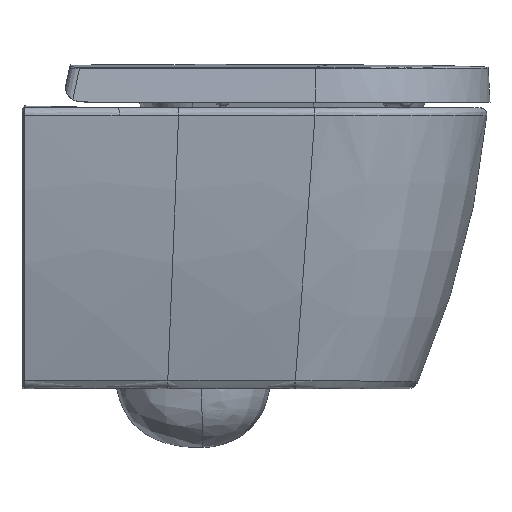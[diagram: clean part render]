
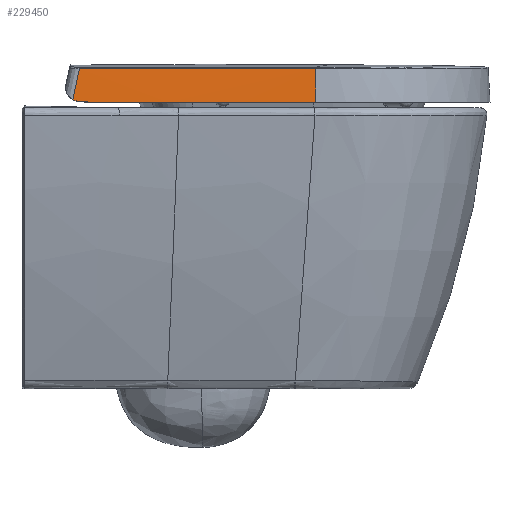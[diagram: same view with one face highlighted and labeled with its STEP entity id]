
A CAD part, front view. The second image highlights one B-rep face of the part: STEP entity #229450.
In plain terms, the highlighted conical face has half-angle 3 degrees and reference radius 30003.2 mm.
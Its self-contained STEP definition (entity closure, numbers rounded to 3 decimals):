
#224004=CARTESIAN_POINT('',(-181.532,40.565,243.097));
#224005=VERTEX_POINT('',#224004);
#224013=CARTESIAN_POINT('',(-183.37,5.5,243.13));
#224014=VERTEX_POINT('',#224013);
#224015=CARTESIAN_POINT('',(-181.532,40.565,243.097));
#224016=DIRECTION('',(-0.052,-0.999,0.001));
#224017=VECTOR('',#224016,35.113);
#224018=LINE('',#224015,#224017);
#224019=EDGE_CURVE('',#224005,#224014,#224018,.T.);
#229395=CARTESIAN_POINT('',(29814.883,5.5,-301.714));
#229396=DIRECTION('',(0.0,-1.0,0.0));
#229397=DIRECTION('',(0.0,0.0,1.0));
#229398=AXIS2_PLACEMENT_3D('',#229395,#229396,#229397);
#229399=CONICAL_SURFACE('',#229398,30003.2,3.);
#229400=ORIENTED_EDGE('',*,*,#224019,.F.);
#229401=CARTESIAN_POINT('',(-184.968,40.549,-0.456));
#229402=VERTEX_POINT('',#229401);
#229403=CARTESIAN_POINT('',(-181.532,40.565,243.097));
#229404=CARTESIAN_POINT('',(-182.269,40.577,202.507));
#229405=CARTESIAN_POINT('',(-182.924,40.582,161.916));
#229406=CARTESIAN_POINT('',(-184.069,40.576,80.732));
#229407=CARTESIAN_POINT('',(-184.559,40.564,40.138));
#229408=CARTESIAN_POINT('',(-184.968,40.549,-0.456));
#229409=B_SPLINE_CURVE_WITH_KNOTS('',3,(#229403,#229404,#229405,#229406,#229407,#229408),.UNSPECIFIED.,.F.,.U.,(4,2,4),(0.0,0.122,0.244),.UNSPECIFIED.);
#229410=EDGE_CURVE('',#224005,#229402,#229409,.T.);
#229411=ORIENTED_EDGE('',*,*,#229410,.T.);
#229412=CARTESIAN_POINT('',(-186.717,8.46,-7.279));
#229413=VERTEX_POINT('',#229412);
#229414=CARTESIAN_POINT('',(-184.968,40.549,-0.456));
#229415=CARTESIAN_POINT('',(-185.551,29.853,-2.731));
#229416=CARTESIAN_POINT('',(-186.134,19.156,-5.005));
#229417=CARTESIAN_POINT('',(-186.717,8.46,-7.279));
#229418=B_SPLINE_CURVE_WITH_KNOTS('',3,(#229414,#229415,#229416,#229417),.UNSPECIFIED.,.F.,.U.,(4,4),(0.001,0.034),.UNSPECIFIED.);
#229419=EDGE_CURVE('',#229402,#229413,#229418,.T.);
#229420=ORIENTED_EDGE('',*,*,#229419,.T.);
#229421=CARTESIAN_POINT('',(-186.76,6.628,-1.925));
#229422=VERTEX_POINT('',#229421);
#229423=CARTESIAN_POINT('',(-186.76,6.628,-1.925));
#229424=CARTESIAN_POINT('',(-186.764,6.792,-3.146));
#229425=CARTESIAN_POINT('',(-186.759,7.119,-4.377));
#229426=CARTESIAN_POINT('',(-186.738,7.849,-6.141));
#229427=CARTESIAN_POINT('',(-186.729,8.136,-6.723));
#229428=CARTESIAN_POINT('',(-186.717,8.46,-7.279));
#229429=B_SPLINE_CURVE_WITH_KNOTS('',3,(#229423,#229424,#229425,#229426,#229427,#229428),.UNSPECIFIED.,.F.,.U.,(4,2,4),(-1.996,-1.64,-1.457),.UNSPECIFIED.);
#229430=EDGE_CURVE('',#229422,#229413,#229429,.T.);
#229431=ORIENTED_EDGE('',*,*,#229430,.F.);
#229432=CARTESIAN_POINT('',(-186.646,5.5,15.));
#229433=VERTEX_POINT('',#229432);
#229434=CARTESIAN_POINT('',(-186.646,5.5,15.));
#229435=CARTESIAN_POINT('',(-186.704,5.5,9.454));
#229436=CARTESIAN_POINT('',(-186.743,5.865,3.777));
#229437=CARTESIAN_POINT('',(-186.76,6.628,-1.925));
#229438=B_SPLINE_CURVE_WITH_KNOTS('',3,(#229434,#229435,#229436,#229437),.UNSPECIFIED.,.F.,.U.,(4,4),(-19.218,-17.555),.UNSPECIFIED.);
#229439=EDGE_CURVE('',#229433,#229422,#229438,.T.);
#229440=ORIENTED_EDGE('',*,*,#229439,.F.);
#229441=CARTESIAN_POINT('',(29814.883,5.5,-301.714));
#229442=DIRECTION('',(0.0,1.0,0.0));
#229443=DIRECTION('',(0.0,0.0,1.0));
#229444=AXIS2_PLACEMENT_3D('',#229441,#229442,#229443);
#229445=CIRCLE('',#229444,30003.2);
#229446=EDGE_CURVE('',#229433,#224014,#229445,.T.);
#229447=ORIENTED_EDGE('',*,*,#229446,.T.);
#229448=EDGE_LOOP('',(#229400,#229411,#229420,#229431,#229440,#229447));
#229449=FACE_OUTER_BOUND('',#229448,.T.);
#229450=ADVANCED_FACE('',(#229449),#229399,.T.);
